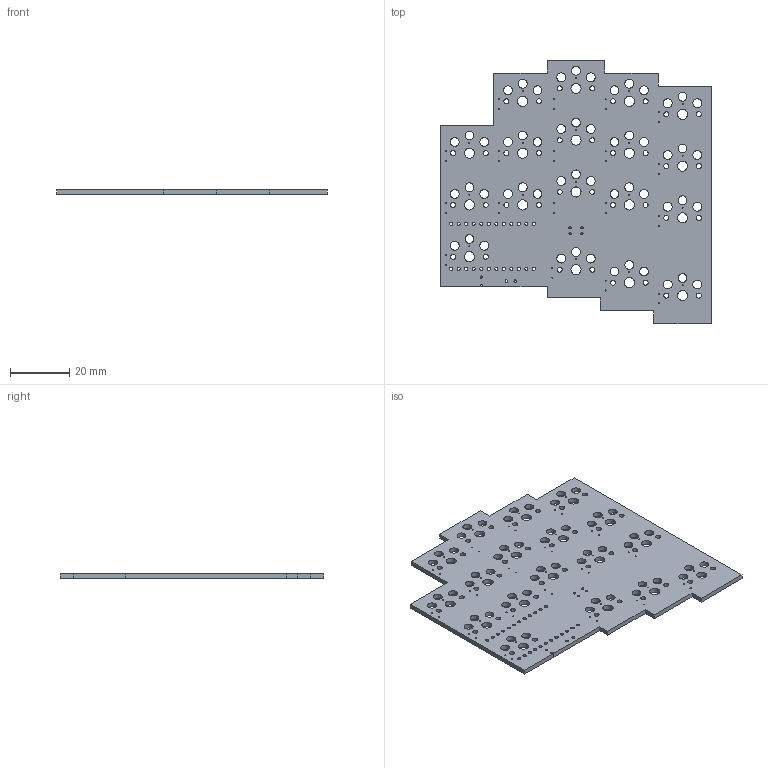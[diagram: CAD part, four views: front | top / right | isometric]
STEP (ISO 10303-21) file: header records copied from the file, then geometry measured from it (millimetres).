
FILE_DESCRIPTION(('KiCad electronic assembly'),'2;1');
FILE_NAME('P2DI.step','2024-10-19T12:18:24',('Pcbnew'),('Kicad'), 'Open CASCADE STEP processor 7.7','KiCad to STEP converter','Unknown' );
FILE_SCHEMA(('AUTOMOTIVE_DESIGN { 1 0 10303 214 1 1 1 1 }'));
Length unit declared in the file: millimetre
Products named in the file (2): P2DI 1; P2DI_PCB
Assembly tree (1 placements, depth 2):
  P2DI 1
    P2DI_PCB
Bounding box: 91.5 x 89 x 1.6 mm (x, y, z)
Volume: 9739.3 mm3; surface area: 14442.7 mm2
Topology: 1 solids, 1 shells, 214 faces, 636 edges, 424 vertices
Faces by surface type: cylinder 194, plane 20
Full cylindrical faces by diameter (mm): 0.35 x54, 0.75 x6, 0.9 x2, 1.092 x24, 1.702 x36, 3 x54, 3.429 x18
Entity records: 8221 total; most frequent: DIRECTION 1456, CARTESIAN_POINT 1276, ORIENTED_EDGE 1272, EDGE_CURVE 636, AXIS2_PLACEMENT_3D 604, FACE_BOUND 602, EDGE_LOOP 602, VERTEX_POINT 424
